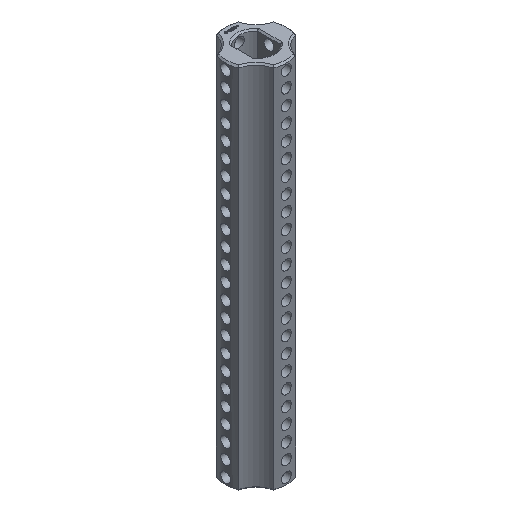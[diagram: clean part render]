
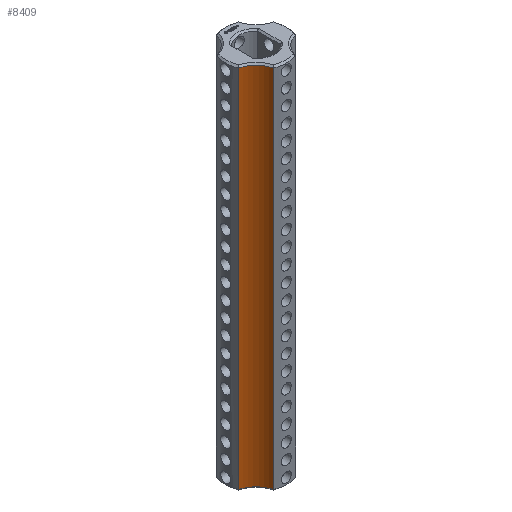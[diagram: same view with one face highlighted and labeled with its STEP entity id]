
A CAD part, isometric view. The second image highlights one B-rep face of the part: STEP entity #8409.
In plain terms, the highlighted cylindrical face has radius 5 mm (diameter 10 mm), a partial arc.
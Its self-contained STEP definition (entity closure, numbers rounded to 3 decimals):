
#2601 = EDGE_CURVE('',#2602,#2604,#2606,.T.);
#2602 = VERTEX_POINT('',#2603);
#2603 = CARTESIAN_POINT('',(-2.225,-5.841,0.3));
#2604 = VERTEX_POINT('',#2605);
#2605 = CARTESIAN_POINT('',(-2.225,-5.841,74.7));
#2606 = LINE('',#2607,#2608);
#2607 = CARTESIAN_POINT('',(-2.225,-5.841,0.));
#2608 = VECTOR('',#2609,1.);
#2609 = DIRECTION('',(0.,0.,1.));
#8409 = ADVANCED_FACE('',(#8410),#8437,.F.);
#8410 = FACE_BOUND('',#8411,.T.);
#8411 = EDGE_LOOP('',(#8412,#8413,#8422,#8430));
#8412 = ORIENTED_EDGE('',*,*,#2601,.T.);
#8413 = ORIENTED_EDGE('',*,*,#8414,.T.);
#8414 = EDGE_CURVE('',#2604,#8415,#8417,.T.);
#8415 = VERTEX_POINT('',#8416);
#8416 = CARTESIAN_POINT('',(-5.841,-2.225,74.7));
#8417 = CIRCLE('',#8418,5.);
#8418 = AXIS2_PLACEMENT_3D('',#8419,#8420,#8421);
#8419 = CARTESIAN_POINT('',(-7.071,-7.071,74.7));
#8420 = DIRECTION('',(0.,-0.,1.));
#8421 = DIRECTION('',(0.969,0.246,0.));
#8422 = ORIENTED_EDGE('',*,*,#8423,.F.);
#8423 = EDGE_CURVE('',#8424,#8415,#8426,.T.);
#8424 = VERTEX_POINT('',#8425);
#8425 = CARTESIAN_POINT('',(-5.841,-2.225,0.3));
#8426 = LINE('',#8427,#8428);
#8427 = CARTESIAN_POINT('',(-5.841,-2.225,0.));
#8428 = VECTOR('',#8429,1.);
#8429 = DIRECTION('',(0.,0.,1.));
#8430 = ORIENTED_EDGE('',*,*,#8431,.F.);
#8431 = EDGE_CURVE('',#2602,#8424,#8432,.T.);
#8432 = CIRCLE('',#8433,5.);
#8433 = AXIS2_PLACEMENT_3D('',#8434,#8435,#8436);
#8434 = CARTESIAN_POINT('',(-7.071,-7.071,0.3));
#8435 = DIRECTION('',(0.,-0.,1.));
#8436 = DIRECTION('',(0.969,0.246,0.));
#8437 = CYLINDRICAL_SURFACE('',#8438,5.);
#8438 = AXIS2_PLACEMENT_3D('',#8439,#8440,#8441);
#8439 = CARTESIAN_POINT('',(-7.071,-7.071,0.));
#8440 = DIRECTION('',(-0.,-0.,-1.));
#8441 = DIRECTION('',(1.,0.,0.));
